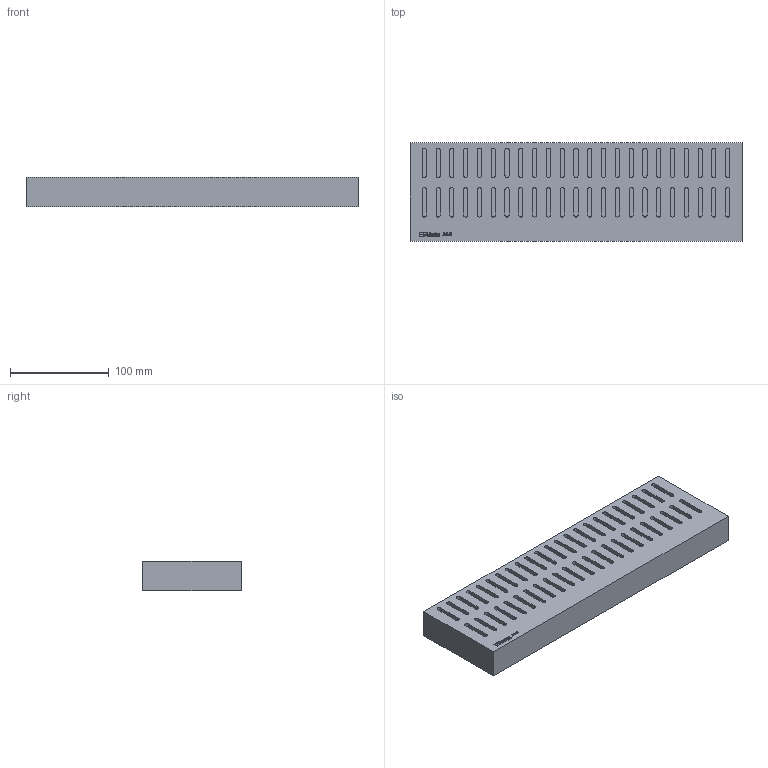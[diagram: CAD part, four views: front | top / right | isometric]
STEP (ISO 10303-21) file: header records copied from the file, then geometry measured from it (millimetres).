
FILE_DESCRIPTION( ( 'Unknown' ), '1' );
FILE_NAME( '712240000-A.stp', 'Unknown', ( 'Unknown' ), ( 'Unknown' ), 'PSStep 15.0.49', 'Unknown', ' ' );
FILE_SCHEMA( ( 'AUTOMOTIVE_DESIGN { 1 0 10303 214 1 1 1 1 }' ) );
Length unit declared in the file: millimetre
Products named in the file (1): 1
Bounding box: 337 x 100 x 30 mm (x, y, z)
Volume: 960400.4 mm3; surface area: 120483.6 mm2
Topology: 1 solids, 1 shells, 344 faces, 837 edges, 558 vertices
Faces by surface type: plane 226, cylinder 92, extrusion 26
Entity records: 14544 total; most frequent: CARTESIAN_POINT 3583, ORIENTED_EDGE 1670, DIRECTION 1631, EDGE_CURVE 835, VECTOR 625, LINE 599, VERTEX_POINT 558, AXIS2_PLACEMENT_3D 503
